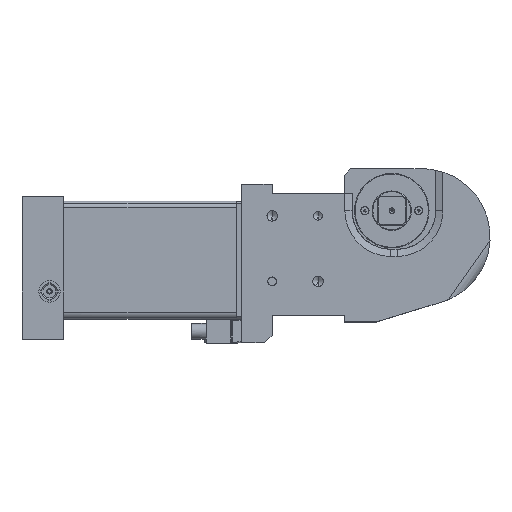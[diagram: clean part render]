
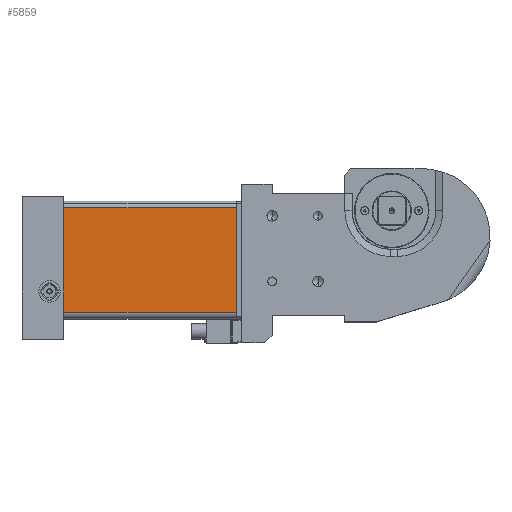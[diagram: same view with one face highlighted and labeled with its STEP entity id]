
A CAD part, top view. The second image highlights one B-rep face of the part: STEP entity #5859.
In plain terms, the highlighted planar face has unit normal (0, 0, 1).
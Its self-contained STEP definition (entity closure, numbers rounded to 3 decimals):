
#5839=AXIS2_PLACEMENT_3D('Plane Axis2P3D',#5836,#5837,#5838) ;
#3747=CARTESIAN_POINT('Vertex',(-123.,2.27,17.95)) ;
#3750=CARTESIAN_POINT('Line Origine',(-123.,-37.73,17.95)) ;
#3754=CARTESIAN_POINT('Vertex',(-123.,-77.73,17.95)) ;
#5810=CARTESIAN_POINT('Line Origine',(-254.7,-77.73,17.95)) ;
#5814=CARTESIAN_POINT('Vertex',(-254.7,-77.73,17.95)) ;
#5836=CARTESIAN_POINT('Axis2P3D Location',(-254.7,-82.73,17.95)) ;
#5841=CARTESIAN_POINT('Line Origine',(-188.85,2.27,17.95)) ;
#5845=CARTESIAN_POINT('Vertex',(-254.7,2.27,17.95)) ;
#5848=CARTESIAN_POINT('Line Origine',(-254.7,-37.73,17.95)) ;
#3751=DIRECTION('Vector Direction',(0.,1.,0.)) ;
#5811=DIRECTION('Vector Direction',(1.,0.,0.)) ;
#5837=DIRECTION('Axis2P3D Direction',(0.,0.,1.)) ;
#5838=DIRECTION('Axis2P3D XDirection',(1.,0.,0.)) ;
#5842=DIRECTION('Vector Direction',(1.,0.,0.)) ;
#5849=DIRECTION('Vector Direction',(0.,1.,0.)) ;
#3752=VECTOR('Line Direction',#3751,1.) ;
#5812=VECTOR('Line Direction',#5811,1.) ;
#5843=VECTOR('Line Direction',#5842,1.) ;
#5850=VECTOR('Line Direction',#5849,1.) ;
#5854=ORIENTED_EDGE('',*,*,#5816,.F.) ;
#5855=ORIENTED_EDGE('',*,*,#3756,.F.) ;
#5856=ORIENTED_EDGE('',*,*,#5847,.F.) ;
#5857=ORIENTED_EDGE('',*,*,#5852,.F.) ;
#5859=ADVANCED_FACE('UP_63_H_A00_T24_2_1290699_TUENKERS',(#5858),#5840,.T.) ;
#3756=EDGE_CURVE('',#3748,#3755,#3753,.F.) ;
#5816=EDGE_CURVE('',#3755,#5815,#5813,.F.) ;
#5847=EDGE_CURVE('',#5846,#3748,#5844,.T.) ;
#5852=EDGE_CURVE('',#5815,#5846,#5851,.T.) ;
#5853=EDGE_LOOP('',(#5854,#5855,#5856,#5857)) ;
#5858=FACE_OUTER_BOUND('',#5853,.T.) ;
#3753=LINE('Line',#3750,#3752) ;
#5813=LINE('Line',#5810,#5812) ;
#5844=LINE('Line',#5841,#5843) ;
#5851=LINE('Line',#5848,#5850) ;
#5840=PLANE('Plane',#5839) ;
#3748=VERTEX_POINT('',#3747) ;
#3755=VERTEX_POINT('',#3754) ;
#5815=VERTEX_POINT('',#5814) ;
#5846=VERTEX_POINT('',#5845) ;
